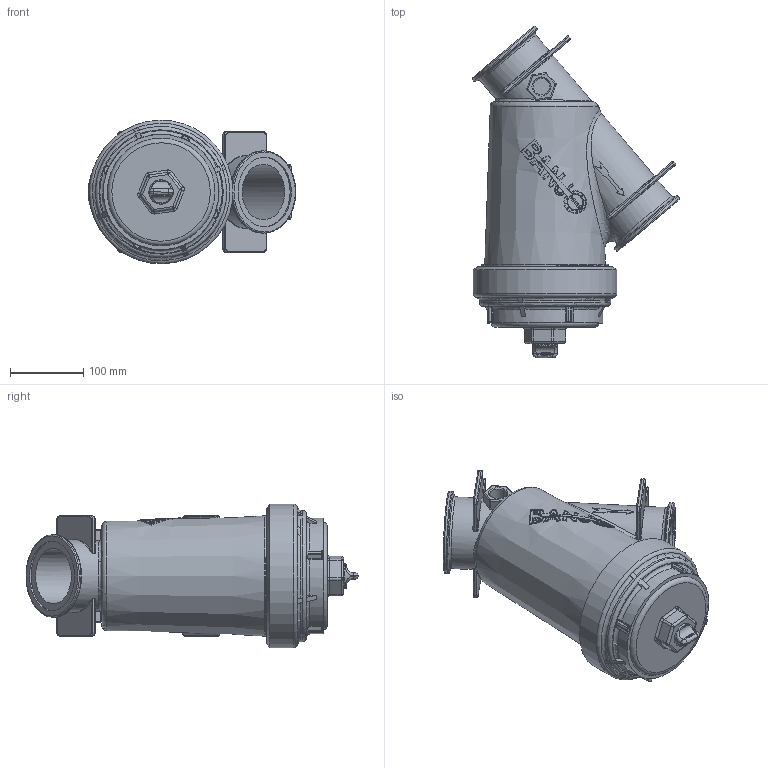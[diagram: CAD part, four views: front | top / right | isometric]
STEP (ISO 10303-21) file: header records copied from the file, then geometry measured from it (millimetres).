
FILE_DESCRIPTION(/* description */ ('3" MANIFOLD LINE STRAINER ASSEMBLY'),/* implementation_level */ '2;1');
FILE_NAME(/* name */ 'MLS300BC.stp',/* time_stamp */ '2023-07-11T13:45:11-04:00',/* author */ (''),/* organization */ (''),/* preprocessor_version */ 'ST-DEVELOPER v18.1',/* originating_system */ 'Autodesk Inventor 2022',/* authorisation */ '');
FILE_SCHEMA (('AUTOMOTIVE_DESIGN { 1 0 10303 214 3 1 1 }'));
Products named in the file (10): MLS300BC; MLS300B; MLS300G; MLS300ECG; MLS300CAP; MLS300CAPX; LS300EC; LS300ECX; 13777; 13778
Assembly tree (9 placements, depth 3):
  MLS300BC
    MLS300B
    MLS300G
    MLS300ECG
    MLS300CAP
      MLS300CAPX
    LS300EC
      LS300ECX
    13777
    13778
Bounding box: 284.14 x 454.55 x 196.76 mm (x, y, z)
Volume: 2996686.3 mm3; surface area: 665747.5 mm2
Topology: 7 solids, 7 shells, 1046 faces, 2715 edges, 1694 vertices
Faces by surface type: plane 426, cylinder 268, bspline 136, torus 98, cone 84, sphere 34
Full cylindrical faces by diameter (mm): 17.78 x1, 23.114 x2, 33.274 x1, 76.2 x2, 95.25 x2, 98.552 x1, 101.6 x1, 109.652 x1, 109.728 x1, 112.776 x2, 118.872 x1, 119.438 x4, 120.127 x4, 125.73 x1, 125.865 x3, 127 x1, 137.516 x1, 146.05 x1, 154.94 x1, 157.988 x1, 158.242 x1, 165.1 x3, 166.624 x1, 167.64 x2, 172.72 x2, 175.26 x3, 179.578 x1, 196.85 x1
Entity records: 48354 total; most frequent: CARTESIAN_POINT 23399, ORIENTED_EDGE 5370, DIRECTION 4910, EDGE_CURVE 2685, AXIS2_PLACEMENT_3D 1934, VERTEX_POINT 1694, EDGE_LOOP 1105, FACE_OUTER_BOUND 1046
